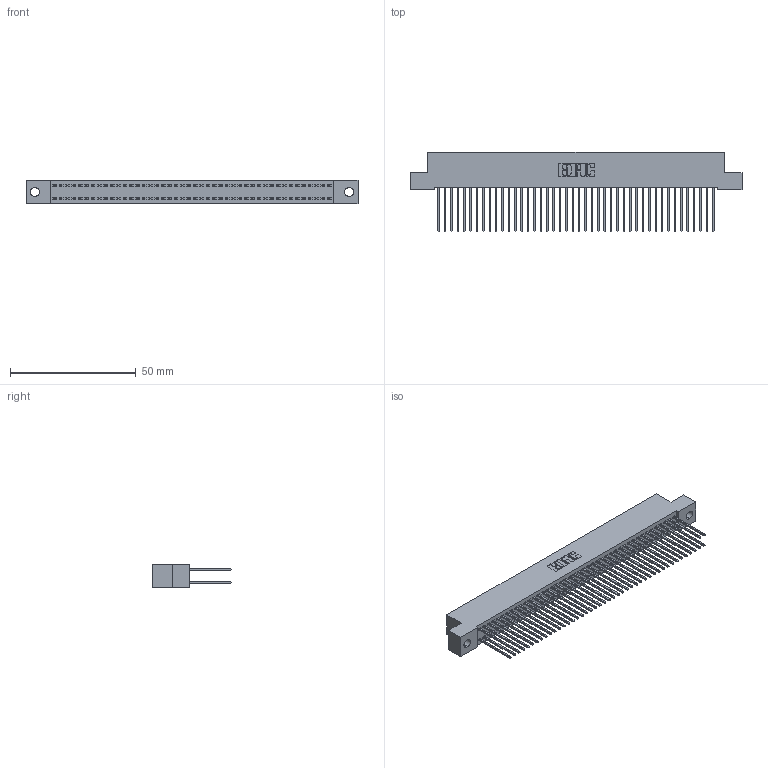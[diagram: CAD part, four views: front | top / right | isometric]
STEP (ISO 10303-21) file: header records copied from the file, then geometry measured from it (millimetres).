
FILE_DESCRIPTION (( 'STEP AP203' ), '1' );
FILE_NAME ('342-088-542-202.STEP', '2019-10-04T13:45:08', ( '' ), ( '' ), 'SwSTEP 2.0', 'SolidWorks 2016', '' );
FILE_SCHEMA (( 'CONFIG_CONTROL_DESIGN' ));
Length unit declared in the file: inch
Products named in the file (3): 342 Part_.128 Slot; 345-292-001_345-293-142; 342-088-542-202
Assembly tree (89 placements, depth 2):
  342-088-542-202
    342 Part_.128 Slot
    345-292-001_345-293-142  x88
Bounding box: 132.08 x 31.63 x 9.4 mm (x, y, z)
Volume: 12234.9 mm3; surface area: 21565.1 mm2
Topology: 89 solids, 89 shells, 4690 faces, 13951 edges, 9182 vertices
Faces by surface type: plane 3238, cylinder 1452
Entity records: 28069 total; most frequent: CARTESIAN_POINT 4650, ORIENTED_EDGE 4586, DIRECTION 3969, EDGE_CURVE 2293, LINE 2165, VECTOR 2165, VERTEX_POINT 1526, AXIS2_PLACEMENT_3D 902
